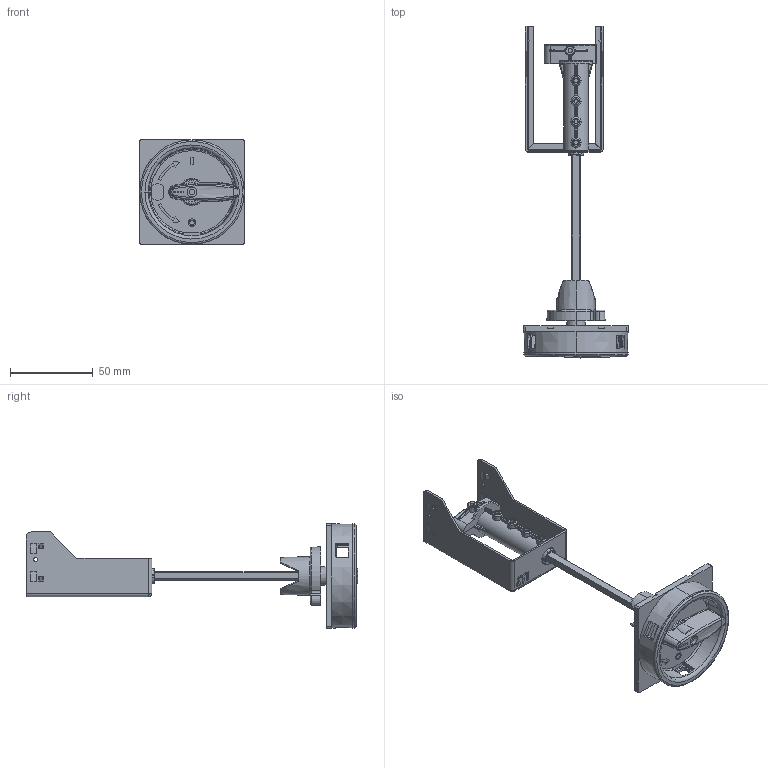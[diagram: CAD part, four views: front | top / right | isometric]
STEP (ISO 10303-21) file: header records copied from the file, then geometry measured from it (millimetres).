
FILE_DESCRIPTION((''),'2;1');
FILE_NAME('004648041_RMMPE-E130_ASM','2021-08-13T',('marketing.praksa'),('Audax d.o.o.'),'CREO PARAMETRIC BY PTC INC, 2017480','CREO PARAMETRIC BY PTC INC, 2017480','');
FILE_SCHEMA(('AUTOMOTIVE_DESIGN { 1 0 10303 214 1 1 1 1 }'));
Length unit declared in the file: millimetre
Products named in the file (14): RMMP-130-RMMP-130E_1_1_1; RMMP-130-RMMP-130E_2_1_1_1; RMMP-130-RMMP-130E_2_1_2_1; RMMP-130-RMMP-130E_2_1_ASM_1_ASM; RMMP-130-RMMP-130E_3_1_1; RMMP-130-RMMP-130E_4_1_1; RMMP-130-RMMP-130E_5_1_1; RMMP-130-RMMP-130E_6_1_1; RMMP-130-RMMP-130E_7_1_1; PRT9543_1_1_2_3_4_1; PRT9543_1_1_2_3_4_2; PRT9543_1_1_2_3_4_3; PRT9543_1_1_2_3_4_ASM; 004648041_RMMPE-E130_ASM
Assembly tree (13 placements, depth 3):
  004648041_RMMPE-E130_ASM
    RMMP-130-RMMP-130E_1_1_1
    RMMP-130-RMMP-130E_2_1_ASM_1_ASM
      RMMP-130-RMMP-130E_2_1_1_1
      RMMP-130-RMMP-130E_2_1_2_1
    RMMP-130-RMMP-130E_3_1_1
    RMMP-130-RMMP-130E_4_1_1
    RMMP-130-RMMP-130E_5_1_1
    RMMP-130-RMMP-130E_6_1_1
    RMMP-130-RMMP-130E_7_1_1
    PRT9543_1_1_2_3_4_ASM
      PRT9543_1_1_2_3_4_1
      PRT9543_1_1_2_3_4_2
      PRT9543_1_1_2_3_4_3
Bounding box: 63.18 x 200.28 x 63.18 mm (x, y, z)
Volume: 23916.2 mm3; surface area: 54411.8 mm2
Topology: 12 solids, 19 shells, 1047 faces, 2780 edges, 1760 vertices
Faces by surface type: plane 401, cylinder 303, cone 128, bspline 93, torus 89, sphere 33
Entity records: 51082 total; most frequent: CARTESIAN_POINT 15548, ORIENTED_EDGE 5453, DIRECTION 4910, EDGE_CURVE 2750, PRESENTATION_STYLE_ASSIGNMENT 2119, STYLED_ITEM 2119, AXIS2_PLACEMENT_3D 1893, VERTEX_POINT 1760
